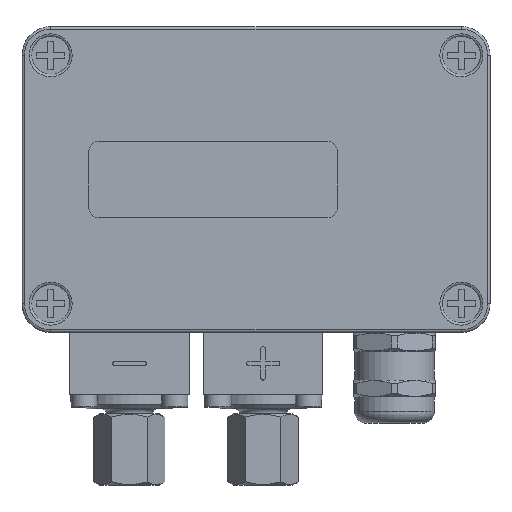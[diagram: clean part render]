
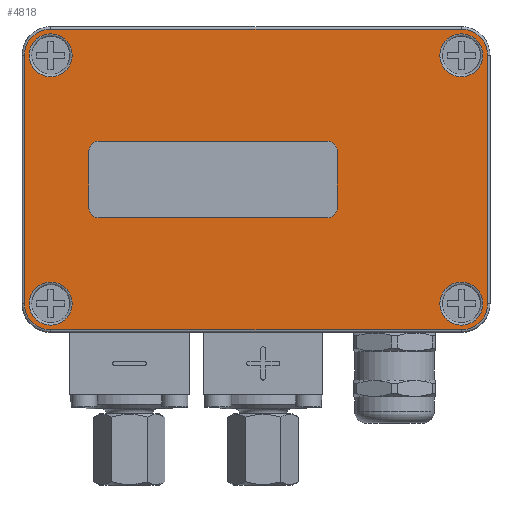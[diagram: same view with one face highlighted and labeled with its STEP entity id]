
A CAD part, top view. The second image highlights one B-rep face of the part: STEP entity #4818.
In plain terms, the highlighted planar face has unit normal (0, 0, 1).
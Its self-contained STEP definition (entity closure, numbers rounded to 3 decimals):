
#124=LINE('',#7274,#492);
#130=LINE('',#7295,#498);
#134=LINE('',#7306,#502);
#135=LINE('',#7308,#503);
#281=LINE('',#7615,#649);
#283=LINE('',#7627,#651);
#285=LINE('',#7639,#653);
#286=LINE('',#7647,#654);
#492=VECTOR('',#5829,10.);
#498=VECTOR('',#5849,10.);
#502=VECTOR('',#5863,10.);
#503=VECTOR('',#5866,10.);
#649=VECTOR('',#6130,10.);
#651=VECTOR('',#6144,10.);
#653=VECTOR('',#6158,10.);
#654=VECTOR('',#6169,10.);
#974=FACE_BOUND('',#1538,.T.);
#975=FACE_BOUND('',#1539,.T.);
#976=FACE_BOUND('',#1540,.T.);
#977=FACE_BOUND('',#1541,.T.);
#978=FACE_BOUND('',#1542,.T.);
#1190=FACE_OUTER_BOUND('',#1537,.T.);
#1537=EDGE_LOOP('',(#3686,#3687,#3688,#3689,#3690,#3691,#3692,#3693));
#1538=EDGE_LOOP('',(#3694,#3695,#3696,#3697,#3698,#3699,#3700,#3701));
#1539=EDGE_LOOP('',(#3702));
#1540=EDGE_LOOP('',(#3703));
#1541=EDGE_LOOP('',(#3704));
#1542=EDGE_LOOP('',(#3705));
#1893=CIRCLE('',#5134,2.);
#1895=CIRCLE('',#5138,2.);
#1898=CIRCLE('',#5144,2.);
#1899=CIRCLE('',#5146,2.);
#1901=CIRCLE('',#5203,5.5);
#1907=CIRCLE('',#5211,5.5);
#1911=CIRCLE('',#5217,5.5);
#1915=CIRCLE('',#5223,5.5);
#1918=CIRCLE('',#5232,4.5);
#1919=CIRCLE('',#5233,4.5);
#1920=CIRCLE('',#5234,4.5);
#1921=CIRCLE('',#5235,4.5);
#2136=VERTEX_POINT('',#7264);
#2137=VERTEX_POINT('',#7266);
#2139=VERTEX_POINT('',#7272);
#2142=VERTEX_POINT('',#7279);
#2143=VERTEX_POINT('',#7281);
#2147=VERTEX_POINT('',#7294);
#2148=VERTEX_POINT('',#7298);
#2149=VERTEX_POINT('',#7302);
#2247=VERTEX_POINT('',#7603);
#2248=VERTEX_POINT('',#7605);
#2250=VERTEX_POINT('',#7611);
#2252=VERTEX_POINT('',#7617);
#2254=VERTEX_POINT('',#7623);
#2256=VERTEX_POINT('',#7629);
#2258=VERTEX_POINT('',#7635);
#2260=VERTEX_POINT('',#7641);
#2267=VERTEX_POINT('',#7668);
#2268=VERTEX_POINT('',#7670);
#2269=VERTEX_POINT('',#7672);
#2270=VERTEX_POINT('',#7674);
#2622=EDGE_CURVE('',#2136,#2137,#1893,.T.);
#2626=EDGE_CURVE('',#2136,#2139,#124,.T.);
#2629=EDGE_CURVE('',#2142,#2143,#1895,.T.);
#2636=EDGE_CURVE('',#2147,#2143,#130,.T.);
#2638=EDGE_CURVE('',#2147,#2148,#1898,.T.);
#2641=EDGE_CURVE('',#2149,#2139,#1899,.T.);
#2642=EDGE_CURVE('',#2142,#2137,#134,.T.);
#2643=EDGE_CURVE('',#2149,#2148,#135,.T.);
#2789=EDGE_CURVE('',#2247,#2248,#1901,.T.);
#2794=EDGE_CURVE('',#2248,#2250,#281,.T.);
#2797=EDGE_CURVE('',#2250,#2252,#1907,.T.);
#2800=EDGE_CURVE('',#2252,#2254,#283,.T.);
#2803=EDGE_CURVE('',#2254,#2256,#1911,.T.);
#2806=EDGE_CURVE('',#2256,#2258,#285,.T.);
#2809=EDGE_CURVE('',#2258,#2260,#1915,.T.);
#2810=EDGE_CURVE('',#2260,#2247,#286,.T.);
#2821=EDGE_CURVE('',#2267,#2267,#1918,.T.);
#2822=EDGE_CURVE('',#2268,#2268,#1919,.T.);
#2823=EDGE_CURVE('',#2269,#2269,#1920,.T.);
#2824=EDGE_CURVE('',#2270,#2270,#1921,.T.);
#3686=ORIENTED_EDGE('',*,*,#2789,.F.);
#3687=ORIENTED_EDGE('',*,*,#2810,.F.);
#3688=ORIENTED_EDGE('',*,*,#2809,.F.);
#3689=ORIENTED_EDGE('',*,*,#2806,.F.);
#3690=ORIENTED_EDGE('',*,*,#2803,.F.);
#3691=ORIENTED_EDGE('',*,*,#2800,.F.);
#3692=ORIENTED_EDGE('',*,*,#2797,.F.);
#3693=ORIENTED_EDGE('',*,*,#2794,.F.);
#3694=ORIENTED_EDGE('',*,*,#2626,.T.);
#3695=ORIENTED_EDGE('',*,*,#2641,.F.);
#3696=ORIENTED_EDGE('',*,*,#2643,.T.);
#3697=ORIENTED_EDGE('',*,*,#2638,.F.);
#3698=ORIENTED_EDGE('',*,*,#2636,.T.);
#3699=ORIENTED_EDGE('',*,*,#2629,.F.);
#3700=ORIENTED_EDGE('',*,*,#2642,.T.);
#3701=ORIENTED_EDGE('',*,*,#2622,.F.);
#3702=ORIENTED_EDGE('',*,*,#2821,.F.);
#3703=ORIENTED_EDGE('',*,*,#2822,.F.);
#3704=ORIENTED_EDGE('',*,*,#2823,.F.);
#3705=ORIENTED_EDGE('',*,*,#2824,.F.);
#4585=PLANE('',#5231);
#4818=ADVANCED_FACE('',(#1190,#974,#975,#976,#977,#978),#4585,.T.);
#5134=AXIS2_PLACEMENT_3D('',#7267,#5822,#5823);
#5138=AXIS2_PLACEMENT_3D('',#7282,#5835,#5836);
#5144=AXIS2_PLACEMENT_3D('',#7299,#5853,#5854);
#5146=AXIS2_PLACEMENT_3D('',#7304,#5859,#5860);
#5203=AXIS2_PLACEMENT_3D('',#7606,#6119,#6120);
#5211=AXIS2_PLACEMENT_3D('',#7621,#6137,#6138);
#5217=AXIS2_PLACEMENT_3D('',#7633,#6151,#6152);
#5223=AXIS2_PLACEMENT_3D('',#7645,#6165,#6166);
#5231=AXIS2_PLACEMENT_3D('',#7667,#6190,#6191);
#5232=AXIS2_PLACEMENT_3D('',#7669,#6192,#6193);
#5233=AXIS2_PLACEMENT_3D('',#7671,#6194,#6195);
#5234=AXIS2_PLACEMENT_3D('',#7673,#6196,#6197);
#5235=AXIS2_PLACEMENT_3D('',#7675,#6198,#6199);
#5822=DIRECTION('center_axis',(0.,0.,1.));
#5823=DIRECTION('ref_axis',(-0.707,-0.707,0.));
#5829=DIRECTION('',(0.,1.,0.));
#5835=DIRECTION('center_axis',(0.,0.,1.));
#5836=DIRECTION('ref_axis',(0.707,-0.707,0.));
#5849=DIRECTION('',(0.,-1.,0.));
#5853=DIRECTION('center_axis',(0.,0.,1.));
#5854=DIRECTION('ref_axis',(0.707,0.707,0.));
#5859=DIRECTION('center_axis',(0.,0.,1.));
#5860=DIRECTION('ref_axis',(-0.707,0.707,0.));
#5863=DIRECTION('',(-1.,0.,0.));
#5866=DIRECTION('',(1.,0.,0.));
#6119=DIRECTION('center_axis',(0.,0.,-1.));
#6120=DIRECTION('ref_axis',(0.707,0.707,0.));
#6130=DIRECTION('',(0.,-1.,0.));
#6137=DIRECTION('center_axis',(0.,0.,-1.));
#6138=DIRECTION('ref_axis',(0.707,-0.707,0.));
#6144=DIRECTION('',(-1.,0.,0.));
#6151=DIRECTION('center_axis',(0.,0.,-1.));
#6152=DIRECTION('ref_axis',(-0.707,-0.707,0.));
#6158=DIRECTION('',(0.,1.,0.));
#6165=DIRECTION('center_axis',(0.,0.,-1.));
#6166=DIRECTION('ref_axis',(-0.707,0.707,0.));
#6169=DIRECTION('',(1.,0.,0.));
#6190=DIRECTION('center_axis',(0.,0.,1.));
#6191=DIRECTION('ref_axis',(1.,0.,0.));
#6192=DIRECTION('center_axis',(0.,0.,1.));
#6193=DIRECTION('ref_axis',(-1.,0.,0.));
#6194=DIRECTION('center_axis',(0.,0.,1.));
#6195=DIRECTION('ref_axis',(-1.,0.,0.));
#6196=DIRECTION('center_axis',(0.,0.,1.));
#6197=DIRECTION('ref_axis',(-1.,0.,0.));
#6198=DIRECTION('center_axis',(0.,0.,1.));
#6199=DIRECTION('ref_axis',(-1.,0.,0.));
#7264=CARTESIAN_POINT('',(-35.,-6.,34.));
#7266=CARTESIAN_POINT('',(-33.,-8.,34.));
#7267=CARTESIAN_POINT('Origin',(-33.,-6.,34.));
#7272=CARTESIAN_POINT('',(-35.,6.,34.));
#7274=CARTESIAN_POINT('',(-35.,-4.,34.));
#7279=CARTESIAN_POINT('',(15.,-8.,34.));
#7281=CARTESIAN_POINT('',(17.,-6.,34.));
#7282=CARTESIAN_POINT('Origin',(15.,-6.,34.));
#7294=CARTESIAN_POINT('',(17.,6.,34.));
#7295=CARTESIAN_POINT('',(17.,4.,34.));
#7298=CARTESIAN_POINT('',(15.,8.,34.));
#7299=CARTESIAN_POINT('Origin',(15.,6.,34.));
#7302=CARTESIAN_POINT('',(-33.,8.,34.));
#7304=CARTESIAN_POINT('Origin',(-33.,6.,34.));
#7306=CARTESIAN_POINT('',(8.5,-8.,34.));
#7308=CARTESIAN_POINT('',(-17.5,8.,34.));
#7603=CARTESIAN_POINT('',(43.,31.5,34.));
#7605=CARTESIAN_POINT('',(48.5,26.,34.));
#7606=CARTESIAN_POINT('Origin',(43.,26.,34.));
#7611=CARTESIAN_POINT('',(48.5,-26.,34.));
#7615=CARTESIAN_POINT('',(48.5,-16.,34.));
#7617=CARTESIAN_POINT('',(43.,-31.5,34.));
#7621=CARTESIAN_POINT('Origin',(43.,-26.,34.));
#7623=CARTESIAN_POINT('',(-43.,-31.5,34.));
#7627=CARTESIAN_POINT('',(-24.5,-31.5,34.));
#7629=CARTESIAN_POINT('',(-48.5,-26.,34.));
#7633=CARTESIAN_POINT('Origin',(-43.,-26.,34.));
#7635=CARTESIAN_POINT('',(-48.5,26.,34.));
#7639=CARTESIAN_POINT('',(-48.5,16.,34.));
#7641=CARTESIAN_POINT('',(-43.,31.5,34.));
#7645=CARTESIAN_POINT('Origin',(-43.,26.,34.));
#7647=CARTESIAN_POINT('',(24.5,31.5,34.));
#7667=CARTESIAN_POINT('Origin',(0.,0.,34.));
#7668=CARTESIAN_POINT('',(47.5,-26.,34.));
#7669=CARTESIAN_POINT('Origin',(43.,-26.,34.));
#7670=CARTESIAN_POINT('',(-38.5,26.,34.));
#7671=CARTESIAN_POINT('Origin',(-43.,26.,34.));
#7672=CARTESIAN_POINT('',(-38.5,-26.,34.));
#7673=CARTESIAN_POINT('Origin',(-43.,-26.,34.));
#7674=CARTESIAN_POINT('',(47.5,26.,34.));
#7675=CARTESIAN_POINT('Origin',(43.,26.,34.));
